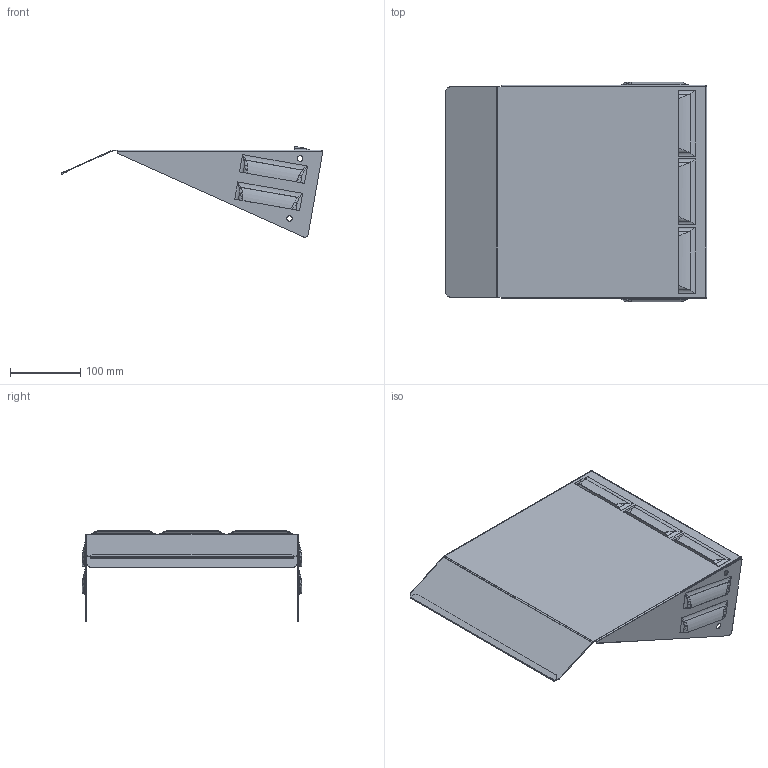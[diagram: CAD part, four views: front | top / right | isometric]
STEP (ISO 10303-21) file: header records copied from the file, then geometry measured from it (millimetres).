
FILE_DESCRIPTION((''),'2;1');
FILE_NAME('130B3775','2020-07-06T',('F26576'),('Danfoss Drives A/S'),'CREO PARAMETRIC BY PTC INC, 2018070','CREO PARAMETRIC BY PTC INC, 2018070','');
FILE_SCHEMA(('CONFIG_CONTROL_DESIGN','GEOMETRIC_VALIDATION_PROPERTIES_MIM'));
Length unit declared in the file: millimetre
Products named in the file (1): 130B3775
Bounding box: 373.29 x 313.23 x 129.01 mm (x, y, z)
Volume: 169663.7 mm3; surface area: 342491.1 mm2
Topology: 1 solids, 1 shells, 245 faces, 541 edges, 298 vertices
Faces by surface type: cylinder 113, plane 82, bspline 50
Entity records: 9848 total; most frequent: CARTESIAN_POINT 3120, ORIENTED_EDGE 1082, DIRECTION 937, PRESENTATION_STYLE_ASSIGNMENT 542, STYLED_ITEM 542, CURVE_STYLE 541, EDGE_CURVE 541, AXIS2_PLACEMENT_3D 337
